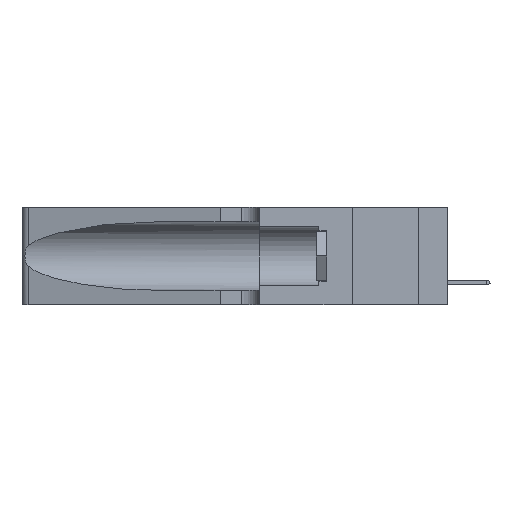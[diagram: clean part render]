
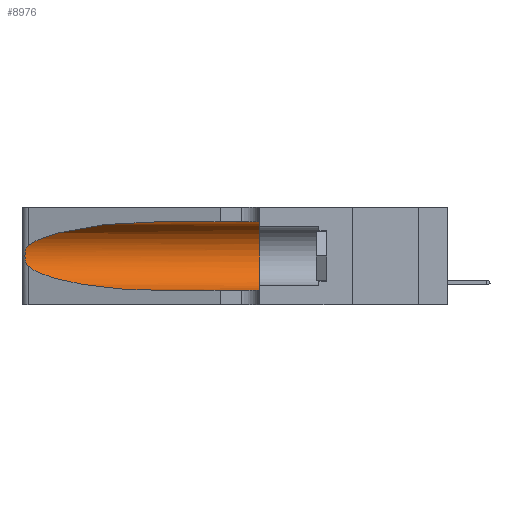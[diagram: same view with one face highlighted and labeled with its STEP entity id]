
A CAD part, left-side view. The second image highlights one B-rep face of the part: STEP entity #8976.
In plain terms, the highlighted cylindrical face has radius 3.308 mm (diameter 6.617 mm), a partial arc.
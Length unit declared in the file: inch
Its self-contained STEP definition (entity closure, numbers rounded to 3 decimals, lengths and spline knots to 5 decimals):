
#347 = VERTEX_POINT ( 'NONE', #30748 ) ;
#462 = CARTESIAN_POINT ( 'NONE',  ( 0.1305, 1.61858, 0.31525 ) ) ;
#828 = CARTESIAN_POINT ( 'NONE',  ( 0.26075, 1.23896, 0.19203 ) ) ;
#1272 = CARTESIAN_POINT ( 'NONE',  ( 0.1305, 0.72297, 0.05475 ) ) ;
#1557 = EDGE_CURVE ( 'NONE', #28187, #6875, #5590, .T. ) ;
#2113 = CARTESIAN_POINT ( 'NONE',  ( 0.2373, 1.15595, 0.08982 ) ) ;
#3807 = CARTESIAN_POINT ( 'NONE',  ( 0.25555, 1.22994, 0.2215 ) ) ;
#3946 = CARTESIAN_POINT ( 'NONE',  ( 0.26018, 1.23835, 0.19895 ) ) ;
#4417 = EDGE_CURVE ( 'NONE', #347, #11115, #11882, .T. ) ;
#4802 = CARTESIAN_POINT ( 'NONE',  ( 0.25555, 1.22993, 0.14849 ) ) ;
#5590 = LINE ( 'NONE', #462, #38048 ) ;
#6875 = VERTEX_POINT ( 'NONE', #21562 ) ;
#7225 = ORIENTED_EDGE ( 'NONE', *, *, #1557, .F. ) ;
#8976 = ADVANCED_FACE ( 'NONE', ( #9426 ), #29676, .F. ) ;
#9426 = FACE_OUTER_BOUND ( 'NONE', #39436, .T. ) ;
#11115 = VERTEX_POINT ( 'NONE', #1272 ) ;
#11882 =( BOUNDED_CURVE ( )  B_SPLINE_CURVE ( 3, ( #18069, #2113, #37558, #34013 ),
 .UNSPECIFIED., .F., .T. ) 
 B_SPLINE_CURVE_WITH_KNOTS ( ( 4, 4 ),
 ( 3.44316, 4.71239 ),
 .UNSPECIFIED. ) 
 CURVE ( )  GEOMETRIC_REPRESENTATION_ITEM ( )  RATIONAL_B_SPLINE_CURVE ( ( 1., 0.87, 0.87, 1. ) ) 
 REPRESENTATION_ITEM ( '' )  );
#12428 = CIRCLE ( 'NONE', #38964, 0.13025 ) ;
#12868 = DIRECTION ( 'NONE',  ( 0., -1., 0. ) ) ;
#14263 = ORIENTED_EDGE ( 'NONE', *, *, #4417, .T. ) ;
#14455 = CARTESIAN_POINT ( 'NONE',  ( 0.1305, 0.72297, 0.31525 ) ) ;
#14628 = CARTESIAN_POINT ( 'NONE',  ( 0.1305, 1.61858, 0.185 ) ) ;
#16902 = EDGE_CURVE ( 'NONE', #37308, #347, #25726, .T. ) ;
#17234 = CARTESIAN_POINT ( 'NONE',  ( 0.25789, 1.23486, 0.15765 ) ) ;
#17867 = DIRECTION ( 'NONE',  ( 0., -1., 0. ) ) ;
#18069 = CARTESIAN_POINT ( 'NONE',  ( 0.25487, 1.22718, 0.14631 ) ) ;
#18077 =( BOUNDED_CURVE ( )  B_SPLINE_CURVE ( 3, ( #36719, #20393, #33754, #39834 ),
 .UNSPECIFIED., .F., .T. ) 
 B_SPLINE_CURVE_WITH_KNOTS ( ( 4, 4 ),
 ( 1.5708, 2.84003 ),
 .UNSPECIFIED. ) 
 CURVE ( )  GEOMETRIC_REPRESENTATION_ITEM ( )  RATIONAL_B_SPLINE_CURVE ( ( 1., 0.87, 0.87, 1. ) ) 
 REPRESENTATION_ITEM ( '' )  );
#18492 = ORIENTED_EDGE ( 'NONE', *, *, #19564, .T. ) ;
#19556 = CARTESIAN_POINT ( 'NONE',  ( 0.25787, 1.23484, 0.2124 ) ) ;
#19564 = EDGE_CURVE ( 'NONE', #28187, #37308, #18077, .T. ) ;
#20393 = CARTESIAN_POINT ( 'NONE',  ( 0.18966, 0.96281, 0.31525 ) ) ;
#21562 = CARTESIAN_POINT ( 'NONE',  ( 0.1305, 0.35, 0.31525 ) ) ;
#22705 = CARTESIAN_POINT ( 'NONE',  ( 0.25639, 1.23184, 0.21858 ) ) ;
#22956 = CARTESIAN_POINT ( 'NONE',  ( 0.25854, 1.2359, 0.20912 ) ) ;
#23308 = ORIENTED_EDGE ( 'NONE', *, *, #16902, .T. ) ;
#23493 = CARTESIAN_POINT ( 'NONE',  ( 0.26075, 1.23896, 0.178 ) ) ;
#23759 = EDGE_CURVE ( 'NONE', #11115, #28243, #41742, .T. ) ;
#24081 = DIRECTION ( 'NONE',  ( 0., -1., 0. ) ) ;
#24260 = CARTESIAN_POINT ( 'NONE',  ( 0.1305, 0.35, 0.05475 ) ) ;
#25726 = B_SPLINE_CURVE_WITH_KNOTS ( 'NONE', 3,
 ( #36011, #3807, #22705, #19556, #22956, #3946, #828, #23493, #36552, #33438, #17234, #30300, #4802, #27652 ),
 .UNSPECIFIED., .F., .F.,
 ( 4, 2, 2, 2, 2, 2, 4 ),
 ( 0., 0.00027, 0.00053, 0.00107, 0.0016, 0.00187, 0.00214 ),
 .UNSPECIFIED. ) ;
#27357 = CARTESIAN_POINT ( 'NONE',  ( 0.1305, 1.61858, 0.05475 ) ) ;
#27652 = CARTESIAN_POINT ( 'NONE',  ( 0.25487, 1.22718, 0.14631 ) ) ;
#27867 = DIRECTION ( 'NONE',  ( 0., 0., -1. ) ) ;
#28187 = VERTEX_POINT ( 'NONE', #14455 ) ;
#28243 = VERTEX_POINT ( 'NONE', #24260 ) ;
#28684 = CARTESIAN_POINT ( 'NONE',  ( 0.1305, 0.35, 0.185 ) ) ;
#29161 = EDGE_CURVE ( 'NONE', #6875, #28243, #12428, .T. ) ;
#29316 = ORIENTED_EDGE ( 'NONE', *, *, #23759, .T. ) ;
#29676 = CYLINDRICAL_SURFACE ( 'NONE', #38934, 0.13025 ) ;
#30300 = CARTESIAN_POINT ( 'NONE',  ( 0.25639, 1.23186, 0.15144 ) ) ;
#30748 = CARTESIAN_POINT ( 'NONE',  ( 0.25487, 1.22718, 0.14631 ) ) ;
#31943 = DIRECTION ( 'NONE',  ( 0., 1., 0. ) ) ;
#33438 = CARTESIAN_POINT ( 'NONE',  ( 0.25856, 1.23593, 0.16098 ) ) ;
#33754 = CARTESIAN_POINT ( 'NONE',  ( 0.2373, 1.15595, 0.28018 ) ) ;
#34013 = CARTESIAN_POINT ( 'NONE',  ( 0.1305, 0.72297, 0.05475 ) ) ;
#35375 = DIRECTION ( 'NONE',  ( 0., 0., 1. ) ) ;
#36011 = CARTESIAN_POINT ( 'NONE',  ( 0.25487, 1.22718, 0.22369 ) ) ;
#36552 = CARTESIAN_POINT ( 'NONE',  ( 0.26017, 1.23833, 0.17102 ) ) ;
#36719 = CARTESIAN_POINT ( 'NONE',  ( 0.1305, 0.72297, 0.31525 ) ) ;
#37308 = VERTEX_POINT ( 'NONE', #40427 ) ;
#37558 = CARTESIAN_POINT ( 'NONE',  ( 0.18966, 0.96281, 0.05475 ) ) ;
#37609 = ORIENTED_EDGE ( 'NONE', *, *, #29161, .F. ) ;
#38048 = VECTOR ( 'NONE', #12868, 39.37008 ) ;
#38692 = VECTOR ( 'NONE', #24081, 39.37008 ) ;
#38934 = AXIS2_PLACEMENT_3D ( 'NONE', #14628, #17867, #27867 ) ;
#38964 = AXIS2_PLACEMENT_3D ( 'NONE', #28684, #31943, #35375 ) ;
#39436 = EDGE_LOOP ( 'NONE', ( #18492, #23308, #14263, #29316, #37609, #7225 ) ) ;
#39834 = CARTESIAN_POINT ( 'NONE',  ( 0.25487, 1.22718, 0.22369 ) ) ;
#40427 = CARTESIAN_POINT ( 'NONE',  ( 0.25487, 1.22718, 0.22369 ) ) ;
#41742 = LINE ( 'NONE', #27357, #38692 ) ;
